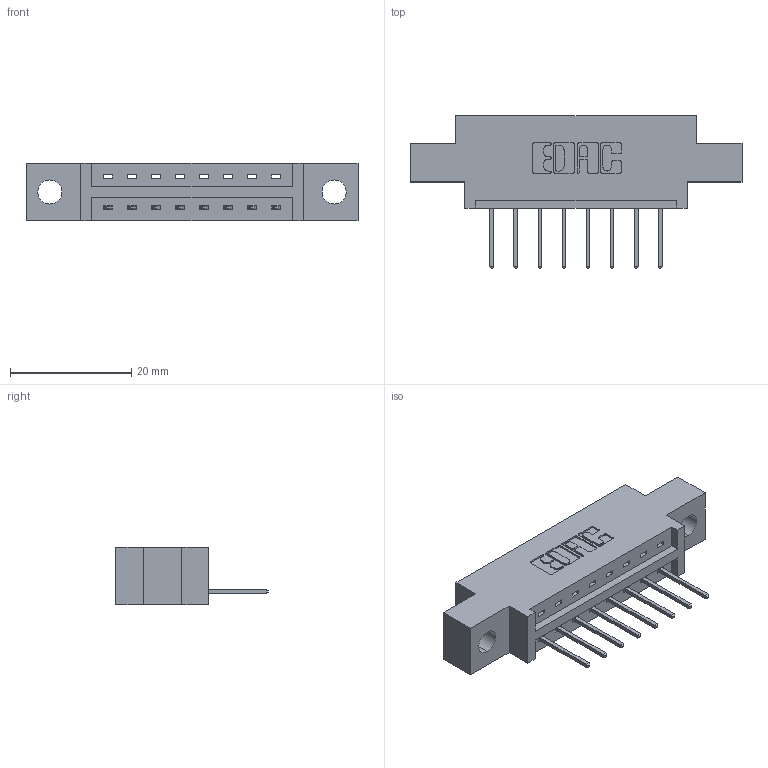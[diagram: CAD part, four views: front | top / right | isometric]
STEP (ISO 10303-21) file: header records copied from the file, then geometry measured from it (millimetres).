
FILE_DESCRIPTION (( 'STEP AP203' ), '1' );
FILE_NAME ('387-008-523-604.STEP', '2019-10-02T03:23:24', ( '' ), ( '' ), 'SwSTEP 2.0', 'SolidWorks 2016', '' );
FILE_SCHEMA (( 'CONFIG_CONTROL_DESIGN' ));
Length unit declared in the file: inch
Products named in the file (3): 337 Part_0.170 Offset - 0.156 Dia-TH; 345-292-001_345-293-123; 387-008-523-604
Assembly tree (9 placements, depth 2):
  387-008-523-604
    337 Part_0.170 Offset - 0.156 Dia-TH
    345-292-001_345-293-123  x8
Bounding box: 54.71 x 25.15 x 9.4 mm (x, y, z)
Volume: 5052.4 mm3; surface area: 4931 mm2
Topology: 9 solids, 9 shells, 614 faces, 1827 edges, 1206 vertices
Faces by surface type: plane 442, cylinder 172
Entity records: 10497 total; most frequent: CARTESIAN_POINT 1834, ORIENTED_EDGE 1778, DIRECTION 1613, EDGE_CURVE 889, LINE 761, VECTOR 761, VERTEX_POINT 590, AXIS2_PLACEMENT_3D 426
